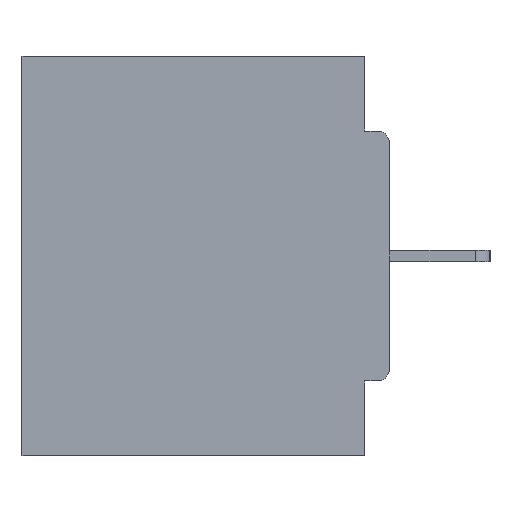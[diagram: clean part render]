
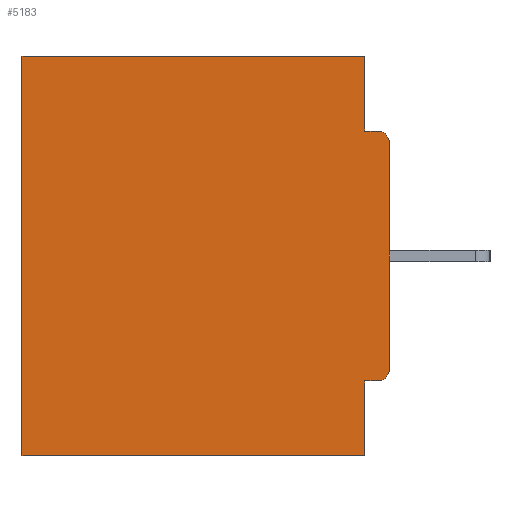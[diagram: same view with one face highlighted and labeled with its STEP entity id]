
A CAD part, left-side view. The second image highlights one B-rep face of the part: STEP entity #5183.
In plain terms, the highlighted planar face has unit normal (-1, 0, 0).
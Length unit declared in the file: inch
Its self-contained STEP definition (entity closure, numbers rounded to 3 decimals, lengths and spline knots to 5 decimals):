
#814 = ORIENTED_EDGE ( 'NONE', *, *, #7558, .F. ) ;
#887 = EDGE_CURVE ( 'NONE', #22881, #13964, #13390, .T. ) ;
#2781 = ORIENTED_EDGE ( 'NONE', *, *, #29540, .F. ) ;
#2807 = LINE ( 'NONE', #10105, #16018 ) ;
#3172 = LINE ( 'NONE', #22684, #7738 ) ;
#3244 = ORIENTED_EDGE ( 'NONE', *, *, #9183, .F. ) ;
#3305 = AXIS2_PLACEMENT_3D ( 'NONE', #11472, #16593, #21114 ) ;
#3418 = DIRECTION ( 'NONE',  ( 0., 0., -1. ) ) ;
#4377 = CARTESIAN_POINT ( 'NONE',  ( 0.298, 0.46, 0. ) ) ;
#4878 = AXIS2_PLACEMENT_3D ( 'NONE', #20013, #29643, #3418 ) ;
#5183 = ADVANCED_FACE ( 'NONE', ( #26646 ), #17919, .F. ) ;
#5240 = DIRECTION ( 'NONE',  ( 0., 1., 0. ) ) ;
#6255 = AXIS2_PLACEMENT_3D ( 'NONE', #19989, #7845, #20328 ) ;
#6381 = DIRECTION ( 'NONE',  ( 0., 1., 0. ) ) ;
#6546 = CARTESIAN_POINT ( 'NONE',  ( 0.298, 0.46, -0.5 ) ) ;
#6599 = VECTOR ( 'NONE', #13061, 39.37008 ) ;
#6960 = ORIENTED_EDGE ( 'NONE', *, *, #31063, .T. ) ;
#7558 = EDGE_CURVE ( 'NONE', #26924, #11264, #3172, .T. ) ;
#7562 = CARTESIAN_POINT ( 'NONE',  ( 0.298, 0.031, -0.0935 ) ) ;
#7738 = VECTOR ( 'NONE', #5240, 39.37008 ) ;
#7845 = DIRECTION ( 'NONE',  ( 1., 0., 0. ) ) ;
#7988 = VERTEX_POINT ( 'NONE', #10238 ) ;
#8460 = CARTESIAN_POINT ( 'NONE',  ( 0.298, 0., 0. ) ) ;
#8765 = LINE ( 'NONE', #8460, #26379 ) ;
#9183 = EDGE_CURVE ( 'NONE', #20598, #7988, #23292, .T. ) ;
#9422 = EDGE_LOOP ( 'NONE', ( #11525, #3244, #14057, #16748, #6960, #814, #13099, #29131, #27115, #2781 ) ) ;
#10105 = CARTESIAN_POINT ( 'NONE',  ( 0.298, 0.031, -0.5 ) ) ;
#10238 = CARTESIAN_POINT ( 'NONE',  ( 0.298, 0.015, -0.0935 ) ) ;
#10810 = VERTEX_POINT ( 'NONE', #16167 ) ;
#11152 = CARTESIAN_POINT ( 'NONE',  ( 0.298, 0.015, -0.4065 ) ) ;
#11252 = VERTEX_POINT ( 'NONE', #11152 ) ;
#11264 = VERTEX_POINT ( 'NONE', #6546 ) ;
#11472 = CARTESIAN_POINT ( 'NONE',  ( 0.298, 0.015, -0.3915 ) ) ;
#11525 = ORIENTED_EDGE ( 'NONE', *, *, #28857, .T. ) ;
#11685 = CARTESIAN_POINT ( 'NONE',  ( 0.298, 0.46, 0. ) ) ;
#13059 = VECTOR ( 'NONE', #25230, 39.37008 ) ;
#13061 = DIRECTION ( 'NONE',  ( 0., 0., -1. ) ) ;
#13099 = ORIENTED_EDGE ( 'NONE', *, *, #17883, .F. ) ;
#13390 = LINE ( 'NONE', #20301, #26101 ) ;
#13733 = DIRECTION ( 'NONE',  ( 0., 0., -1. ) ) ;
#13964 = VERTEX_POINT ( 'NONE', #4377 ) ;
#14057 = ORIENTED_EDGE ( 'NONE', *, *, #26054, .F. ) ;
#16018 = VECTOR ( 'NONE', #27919, 39.37008 ) ;
#16167 = CARTESIAN_POINT ( 'NONE',  ( 0.298, 0.031, -0.4065 ) ) ;
#16593 = DIRECTION ( 'NONE',  ( -1., 0., 0. ) ) ;
#16748 = ORIENTED_EDGE ( 'NONE', *, *, #887, .T. ) ;
#17147 = VECTOR ( 'NONE', #26453, 39.37008 ) ;
#17883 = EDGE_CURVE ( 'NONE', #10810, #26924, #29727, .T. ) ;
#17919 = PLANE ( 'NONE',  #6255 ) ;
#18200 = CARTESIAN_POINT ( 'NONE',  ( 0.298, 0.031, 0. ) ) ;
#18455 = DIRECTION ( 'NONE',  ( 0., -1., 0. ) ) ;
#19051 = LINE ( 'NONE', #11685, #17147 ) ;
#19790 = CARTESIAN_POINT ( 'NONE',  ( 0.298, 0., -0.1085 ) ) ;
#19857 = VERTEX_POINT ( 'NONE', #31010 ) ;
#19989 = CARTESIAN_POINT ( 'NONE',  ( 0.298, 0., 0. ) ) ;
#20013 = CARTESIAN_POINT ( 'NONE',  ( 0.298, 0.015, -0.1085 ) ) ;
#20301 = CARTESIAN_POINT ( 'NONE',  ( 0.298, 0., 0. ) ) ;
#20328 = DIRECTION ( 'NONE',  ( 0., 0., -1. ) ) ;
#20598 = VERTEX_POINT ( 'NONE', #7562 ) ;
#21114 = DIRECTION ( 'NONE',  ( 0., 0., -1. ) ) ;
#21235 = CIRCLE ( 'NONE', #4878, 0.015 ) ;
#22188 = CIRCLE ( 'NONE', #3305, 0.015 ) ;
#22573 = VERTEX_POINT ( 'NONE', #19790 ) ;
#22678 = LINE ( 'NONE', #30047, #13059 ) ;
#22684 = CARTESIAN_POINT ( 'NONE',  ( 0.298, 0., -0.5 ) ) ;
#22881 = VERTEX_POINT ( 'NONE', #18200 ) ;
#23292 = LINE ( 'NONE', #27772, #27176 ) ;
#25230 = DIRECTION ( 'NONE',  ( 0., 1., 0. ) ) ;
#26054 = EDGE_CURVE ( 'NONE', #22881, #20598, #2807, .T. ) ;
#26101 = VECTOR ( 'NONE', #6381, 39.37008 ) ;
#26379 = VECTOR ( 'NONE', #13733, 39.37008 ) ;
#26453 = DIRECTION ( 'NONE',  ( 0., 0., -1. ) ) ;
#26584 = EDGE_CURVE ( 'NONE', #11252, #19857, #22188, .T. ) ;
#26646 = FACE_OUTER_BOUND ( 'NONE', #9422, .T. ) ;
#26924 = VERTEX_POINT ( 'NONE', #30995 ) ;
#27115 = ORIENTED_EDGE ( 'NONE', *, *, #26584, .T. ) ;
#27176 = VECTOR ( 'NONE', #18455, 39.37008 ) ;
#27772 = CARTESIAN_POINT ( 'NONE',  ( 0.298, 0., -0.0935 ) ) ;
#27919 = DIRECTION ( 'NONE',  ( 0., 0., -1. ) ) ;
#28146 = EDGE_CURVE ( 'NONE', #11252, #10810, #22678, .T. ) ;
#28857 = EDGE_CURVE ( 'NONE', #22573, #7988, #21235, .T. ) ;
#29131 = ORIENTED_EDGE ( 'NONE', *, *, #28146, .F. ) ;
#29540 = EDGE_CURVE ( 'NONE', #22573, #19857, #8765, .T. ) ;
#29643 = DIRECTION ( 'NONE',  ( -1., 0., 0. ) ) ;
#29727 = LINE ( 'NONE', #29898, #6599 ) ;
#29898 = CARTESIAN_POINT ( 'NONE',  ( 0.298, 0.031, -0.5 ) ) ;
#30047 = CARTESIAN_POINT ( 'NONE',  ( 0.298, 0., -0.4065 ) ) ;
#30995 = CARTESIAN_POINT ( 'NONE',  ( 0.298, 0.031, -0.5 ) ) ;
#31010 = CARTESIAN_POINT ( 'NONE',  ( 0.298, 0., -0.3915 ) ) ;
#31063 = EDGE_CURVE ( 'NONE', #13964, #11264, #19051, .T. ) ;
